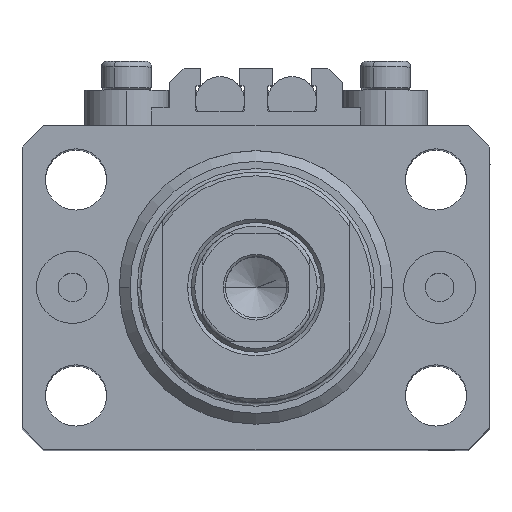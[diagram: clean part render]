
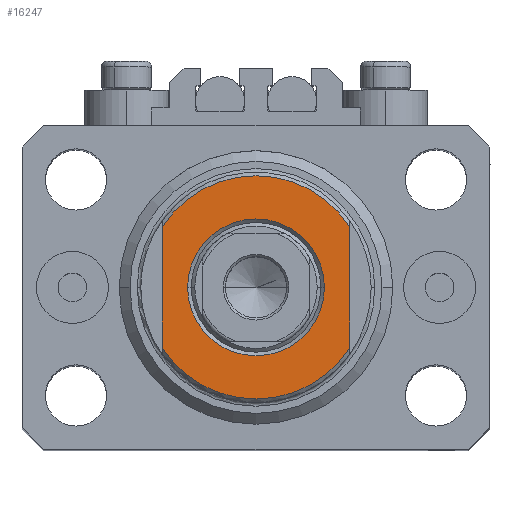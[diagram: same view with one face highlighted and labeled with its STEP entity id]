
A CAD part, top view. The second image highlights one B-rep face of the part: STEP entity #16247.
In plain terms, the highlighted face is planar.
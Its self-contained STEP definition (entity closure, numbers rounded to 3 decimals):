
#896 = VERTEX_POINT ( 'NONE', #25788 ) ;
#1169 = DIRECTION ( 'NONE',  ( 0., 0., -1. ) ) ;
#3567 = DIRECTION ( 'NONE',  ( 0., -1., 0. ) ) ;
#4226 = CIRCLE ( 'NONE', #29020, 9.5 ) ;
#4580 = FACE_BOUND ( 'NONE', #39393, .T. ) ;
#4683 = CIRCLE ( 'NONE', #31808, 15.5 ) ;
#5129 = ORIENTED_EDGE ( 'NONE', *, *, #13468, .T. ) ;
#5290 = FACE_OUTER_BOUND ( 'NONE', #10670, .T. ) ;
#6592 = DIRECTION ( 'NONE',  ( 0., 0., 1. ) ) ;
#6942 = DIRECTION ( 'NONE',  ( 0., 0., 1. ) ) ;
#7195 = CARTESIAN_POINT ( 'NONE',  ( 0., 0., -6.5 ) ) ;
#7685 = CARTESIAN_POINT ( 'NONE',  ( 13., -43.081, -6.5 ) ) ;
#8890 = CIRCLE ( 'NONE', #19756, 15.5 ) ;
#10182 = DIRECTION ( 'NONE',  ( -1., 0., 0. ) ) ;
#10546 = CIRCLE ( 'NONE', #12885, 9.5 ) ;
#10670 = EDGE_LOOP ( 'NONE', ( #16458, #29374, #44759, #20810 ) ) ;
#12466 = LINE ( 'NONE', #42091, #27524 ) ;
#12885 = AXIS2_PLACEMENT_3D ( 'NONE', #7195, #6942, #14981 ) ;
#13468 = EDGE_CURVE ( 'NONE', #14380, #32534, #4226, .T. ) ;
#14380 = VERTEX_POINT ( 'NONE', #23808 ) ;
#14981 = DIRECTION ( 'NONE',  ( -1., 0., 0. ) ) ;
#15458 = LINE ( 'NONE', #7685, #33839 ) ;
#16247 = ADVANCED_FACE ( 'NONE', ( #4580, #5290 ), #41725, .T. ) ;
#16458 = ORIENTED_EDGE ( 'NONE', *, *, #27945, .T. ) ;
#16780 = CARTESIAN_POINT ( 'NONE',  ( 0., 0., -6.5 ) ) ;
#17169 = CARTESIAN_POINT ( 'NONE',  ( 0., 0., -6.5 ) ) ;
#17863 = VERTEX_POINT ( 'NONE', #34710 ) ;
#18851 = DIRECTION ( 'NONE',  ( 0., -1., 0. ) ) ;
#19756 = AXIS2_PLACEMENT_3D ( 'NONE', #17169, #46786, #47259 ) ;
#20810 = ORIENTED_EDGE ( 'NONE', *, *, #33227, .F. ) ;
#23808 = CARTESIAN_POINT ( 'NONE',  ( 9.5, 0., -6.5 ) ) ;
#24758 = DIRECTION ( 'NONE',  ( 0., 0., -1. ) ) ;
#25529 = CARTESIAN_POINT ( 'NONE',  ( 0., 0., -6.5 ) ) ;
#25788 = CARTESIAN_POINT ( 'NONE',  ( 13., -8.441, -6.5 ) ) ;
#26689 = CARTESIAN_POINT ( 'NONE',  ( 0., 0., -6.5 ) ) ;
#27488 = CARTESIAN_POINT ( 'NONE',  ( -13., -8.441, -6.5 ) ) ;
#27524 = VECTOR ( 'NONE', #3567, 1000. ) ;
#27714 = ORIENTED_EDGE ( 'NONE', *, *, #47624, .T. ) ;
#27945 = EDGE_CURVE ( 'NONE', #47517, #17863, #4683, .T. ) ;
#28932 = VERTEX_POINT ( 'NONE', #27488 ) ;
#29020 = AXIS2_PLACEMENT_3D ( 'NONE', #25529, #6592, #32580 ) ;
#29374 = ORIENTED_EDGE ( 'NONE', *, *, #47833, .T. ) ;
#31808 = AXIS2_PLACEMENT_3D ( 'NONE', #16780, #24758, #10182 ) ;
#32534 = VERTEX_POINT ( 'NONE', #41784 ) ;
#32580 = DIRECTION ( 'NONE',  ( -1., 0., 0. ) ) ;
#33147 = EDGE_CURVE ( 'NONE', #896, #28932, #8890, .T. ) ;
#33227 = EDGE_CURVE ( 'NONE', #47517, #28932, #12466, .T. ) ;
#33839 = VECTOR ( 'NONE', #18851, 1000. ) ;
#34710 = CARTESIAN_POINT ( 'NONE',  ( 13., 8.441, -6.5 ) ) ;
#35297 = AXIS2_PLACEMENT_3D ( 'NONE', #26689, #1169, #45366 ) ;
#39393 = EDGE_LOOP ( 'NONE', ( #27714, #5129 ) ) ;
#41725 = PLANE ( 'NONE',  #35297 ) ;
#41784 = CARTESIAN_POINT ( 'NONE',  ( -9.5, 0., -6.5 ) ) ;
#42091 = CARTESIAN_POINT ( 'NONE',  ( -13., -43.081, -6.5 ) ) ;
#43372 = CARTESIAN_POINT ( 'NONE',  ( -13., 8.441, -6.5 ) ) ;
#44759 = ORIENTED_EDGE ( 'NONE', *, *, #33147, .T. ) ;
#45366 = DIRECTION ( 'NONE',  ( -1., 0., 0. ) ) ;
#46786 = DIRECTION ( 'NONE',  ( 0., 0., -1. ) ) ;
#47259 = DIRECTION ( 'NONE',  ( -1., 0., 0. ) ) ;
#47517 = VERTEX_POINT ( 'NONE', #43372 ) ;
#47624 = EDGE_CURVE ( 'NONE', #32534, #14380, #10546, .T. ) ;
#47833 = EDGE_CURVE ( 'NONE', #17863, #896, #15458, .T. ) ;
